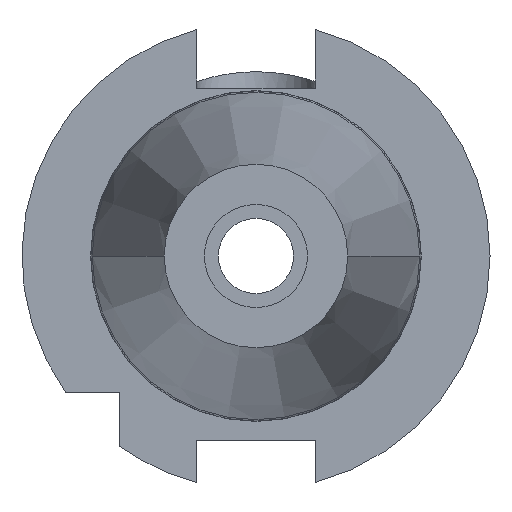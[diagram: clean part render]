
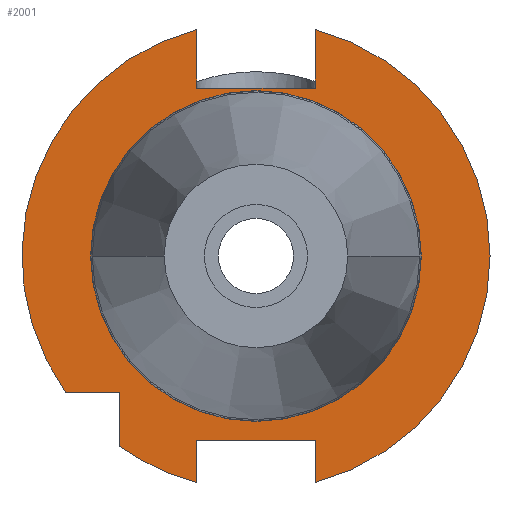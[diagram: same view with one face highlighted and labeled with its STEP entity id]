
A CAD part, left-side view. The second image highlights one B-rep face of the part: STEP entity #2001.
In plain terms, the highlighted planar face has unit normal (-1, 0, 0).
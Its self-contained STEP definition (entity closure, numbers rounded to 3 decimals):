
#314=DIRECTION('',(0.,-1.,0.));
#315=VECTOR('',#314,7.334);
#316=CARTESIAN_POINT('',(3.2,25.834,-18.5));
#317=LINE('',#316,#315);
#321=DIRECTION('',(0.,0.,-1.));
#322=VECTOR('',#321,7.938);
#323=CARTESIAN_POINT('',(3.2,8.05,30.738));
#324=LINE('',#323,#322);
#328=DIRECTION('',(0.,1.,0.));
#329=VECTOR('',#328,16.1);
#330=CARTESIAN_POINT('',(3.2,-8.05,22.8));
#331=LINE('',#330,#329);
#335=DIRECTION('',(0.,0.,-1.));
#336=VECTOR('',#335,7.938);
#337=CARTESIAN_POINT('',(3.2,-8.05,30.738));
#338=LINE('',#337,#336);
#342=DIRECTION('',(0.,0.,1.));
#343=VECTOR('',#342,5.738);
#344=CARTESIAN_POINT('',(3.2,-8.05,-30.738));
#345=LINE('',#344,#343);
#349=DIRECTION('',(0.,1.,0.));
#350=VECTOR('',#349,16.1);
#351=CARTESIAN_POINT('',(3.2,-8.05,-25.));
#352=LINE('',#351,#350);
#356=DIRECTION('',(0.,0.,1.));
#357=VECTOR('',#356,5.738);
#358=CARTESIAN_POINT('',(3.2,8.05,-30.738));
#359=LINE('',#358,#357);
#363=DIRECTION('',(0.,0.,1.));
#364=VECTOR('',#363,7.334);
#365=CARTESIAN_POINT('',(3.2,18.5,-25.834));
#366=LINE('',#365,#364);
#384=CARTESIAN_POINT('',(3.2,0.,0.));
#385=DIRECTION('',(-1.,0.,0.));
#386=DIRECTION('',(0.,1.,0.));
#387=AXIS2_PLACEMENT_3D('',#384,#385,#386);
#392=CARTESIAN_POINT('',(3.2,0.,0.));
#393=DIRECTION('',(1.,0.,0.));
#394=DIRECTION('',(0.,1.,0.));
#395=AXIS2_PLACEMENT_3D('',#392,#393,#394);
#1431=CARTESIAN_POINT('',(3.2,0.,0.));
#1432=DIRECTION('',(-1.,0.,0.));
#1433=DIRECTION('',(0.,-0.253,-0.967));
#1434=AXIS2_PLACEMENT_3D('',#1431,#1432,#1433);
#1476=CARTESIAN_POINT('',(3.2,0.,0.));
#1477=DIRECTION('',(-1.,0.,0.));
#1478=DIRECTION('',(0.,0.253,0.967));
#1479=AXIS2_PLACEMENT_3D('',#1476,#1477,#1478);
#1491=CARTESIAN_POINT('',(3.2,0.,0.));
#1492=DIRECTION('',(-1.,0.,0.));
#1493=DIRECTION('',(0.,0.582,-0.813));
#1494=AXIS2_PLACEMENT_3D('',#1491,#1492,#1493);
#1536=CARTESIAN_POINT('',(3.2,22.334,0.));
#1538=VERTEX_POINT('',#1536);
#1546=CARTESIAN_POINT('',(3.2,-22.334,0.));
#1548=VERTEX_POINT('',#1546);
#1568=CARTESIAN_POINT('',(3.2,8.05,30.738));
#1569=VERTEX_POINT('',#1568);
#1570=CARTESIAN_POINT('',(3.2,-8.05,30.738));
#1571=VERTEX_POINT('',#1570);
#1572=CARTESIAN_POINT('',(3.2,-8.05,22.8));
#1573=CARTESIAN_POINT('',(3.2,8.05,22.8));
#1574=VERTEX_POINT('',#1572);
#1575=VERTEX_POINT('',#1573);
#1612=CARTESIAN_POINT('',(3.2,8.05,-30.738));
#1613=VERTEX_POINT('',#1612);
#1614=CARTESIAN_POINT('',(3.2,-8.05,-30.738));
#1615=VERTEX_POINT('',#1614);
#1616=CARTESIAN_POINT('',(3.2,-8.05,-25.));
#1617=CARTESIAN_POINT('',(3.2,8.05,-25.));
#1618=VERTEX_POINT('',#1616);
#1619=VERTEX_POINT('',#1617);
#1720=CARTESIAN_POINT('',(3.2,25.834,-18.5));
#1721=VERTEX_POINT('',#1720);
#1722=CARTESIAN_POINT('',(3.2,18.5,-25.834));
#1723=VERTEX_POINT('',#1722);
#1724=CARTESIAN_POINT('',(3.2,18.5,-18.5));
#1725=VERTEX_POINT('',#1724);
#1969=CARTESIAN_POINT('',(3.2,0.,0.));
#1970=DIRECTION('',(1.,0.,0.));
#1971=DIRECTION('',(0.,-1.,0.));
#1972=AXIS2_PLACEMENT_3D('',#1969,#1970,#1971);
#1973=PLANE('',#1972);
#1975=ORIENTED_EDGE('',*,*,#1974,.F.);
#1977=ORIENTED_EDGE('',*,*,#1976,.F.);
#1978=ORIENTED_EDGE('',*,*,#1890,.T.);
#1980=ORIENTED_EDGE('',*,*,#1979,.F.);
#1982=ORIENTED_EDGE('',*,*,#1981,.F.);
#1984=ORIENTED_EDGE('',*,*,#1983,.F.);
#1985=ORIENTED_EDGE('',*,*,#1951,.T.);
#1986=ORIENTED_EDGE('',*,*,#1812,.T.);
#1988=ORIENTED_EDGE('',*,*,#1987,.F.);
#1990=ORIENTED_EDGE('',*,*,#1989,.F.);
#1992=ORIENTED_EDGE('',*,*,#1991,.T.);
#1993=EDGE_LOOP('',(#1975,#1977,#1978,#1980,#1982,#1984,#1985,#1986,#1988,#1990,
#1992));
#1994=FACE_OUTER_BOUND('',#1993,.F.);
#1996=ORIENTED_EDGE('',*,*,#1995,.T.);
#1998=ORIENTED_EDGE('',*,*,#1997,.F.);
#1999=EDGE_LOOP('',(#1996,#1998));
#2000=FACE_BOUND('',#1999,.F.);
#388=CIRCLE('',#387,22.334);
#396=CIRCLE('',#395,22.334);
#1435=CIRCLE('',#1434,31.775);
#1480=CIRCLE('',#1479,31.775);
#1495=CIRCLE('',#1494,31.775);
#1812=EDGE_CURVE('',#1618,#1619,#352,.T.);
#1890=EDGE_CURVE('',#1569,#1575,#324,.T.);
#1951=EDGE_CURVE('',#1615,#1618,#345,.T.);
#1974=EDGE_CURVE('',#1721,#1725,#317,.T.);
#1976=EDGE_CURVE('',#1569,#1721,#1480,.T.);
#1979=EDGE_CURVE('',#1574,#1575,#331,.T.);
#1981=EDGE_CURVE('',#1571,#1574,#338,.T.);
#1983=EDGE_CURVE('',#1615,#1571,#1435,.T.);
#1987=EDGE_CURVE('',#1613,#1619,#359,.T.);
#1989=EDGE_CURVE('',#1723,#1613,#1495,.T.);
#1991=EDGE_CURVE('',#1723,#1725,#366,.T.);
#1995=EDGE_CURVE('',#1538,#1548,#388,.T.);
#1997=EDGE_CURVE('',#1538,#1548,#396,.T.);
#2001=ADVANCED_FACE('',(#1994,#2000),#1973,.F.);
